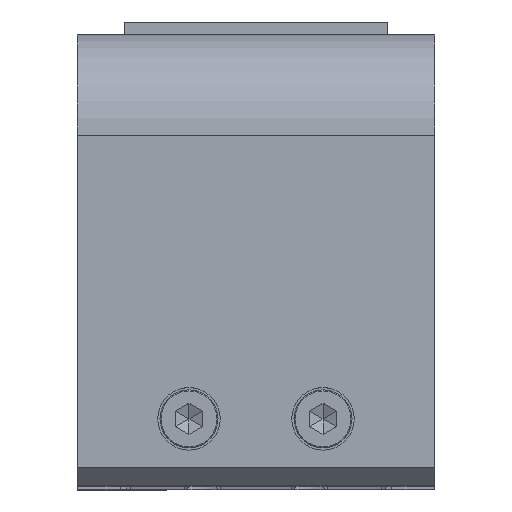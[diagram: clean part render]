
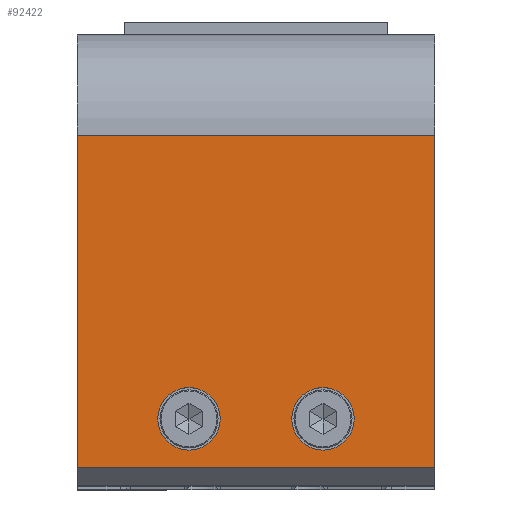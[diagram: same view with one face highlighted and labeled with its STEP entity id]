
A CAD part, top view. The second image highlights one B-rep face of the part: STEP entity #92422.
In plain terms, the highlighted planar face has unit normal (0, 0, 1).
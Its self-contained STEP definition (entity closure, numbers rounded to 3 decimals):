
#392 = EDGE_LOOP ( 'NONE', ( #7077, #59727 ) ) ;
#2872 = ORIENTED_EDGE ( 'NONE', *, *, #82417, .F. ) ;
#6848 = VERTEX_POINT ( 'NONE', #71720 ) ;
#7077 = ORIENTED_EDGE ( 'NONE', *, *, #25847, .F. ) ;
#9522 = DIRECTION ( 'NONE',  ( 0., 0., -1. ) ) ;
#10805 = ORIENTED_EDGE ( 'NONE', *, *, #88370, .F. ) ;
#15085 = DIRECTION ( 'NONE',  ( 0., 0., 1. ) ) ;
#20064 = CARTESIAN_POINT ( 'NONE',  ( 167.798, 174.238, 570.351 ) ) ;
#20241 = FACE_BOUND ( 'NONE', #392, .T. ) ;
#20716 = VERTEX_POINT ( 'NONE', #20064 ) ;
#20865 = PLANE ( 'NONE',  #77581 ) ;
#20888 = VERTEX_POINT ( 'NONE', #47574 ) ;
#21762 = AXIS2_PLACEMENT_3D ( 'NONE', #103262, #15085, #25087 ) ;
#22092 = CARTESIAN_POINT ( 'NONE',  ( 160.798, 174.238, 570.351 ) ) ;
#22291 = VERTEX_POINT ( 'NONE', #118009 ) ;
#22980 = CIRCLE ( 'NONE', #51071, 7. ) ;
#23082 = DIRECTION ( 'NONE',  ( 1., 0., 0. ) ) ;
#23181 = VECTOR ( 'NONE', #31414, 1000. ) ;
#23183 = AXIS2_PLACEMENT_3D ( 'NONE', #25521, #110594, #23082 ) ;
#25087 = DIRECTION ( 'NONE',  ( 1., 0., 0. ) ) ;
#25521 = CARTESIAN_POINT ( 'NONE',  ( 130.798, 174.238, 570.351 ) ) ;
#25847 = EDGE_CURVE ( 'NONE', #20716, #6848, #96973, .T. ) ;
#27788 = CARTESIAN_POINT ( 'NONE',  ( 185.798, 159.238, 570.351 ) ) ;
#29634 = DIRECTION ( 'NONE',  ( -1., 0., 0. ) ) ;
#29637 = EDGE_CURVE ( 'NONE', #29686, #97935, #117748, .T. ) ;
#29686 = VERTEX_POINT ( 'NONE', #116496 ) ;
#30053 = CARTESIAN_POINT ( 'NONE',  ( 185.798, 237.738, 570.351 ) ) ;
#30502 = CARTESIAN_POINT ( 'NONE',  ( 185.798, 159.238, 570.351 ) ) ;
#31414 = DIRECTION ( 'NONE',  ( 0., -1., 0. ) ) ;
#31706 = LINE ( 'NONE', #30502, #80678 ) ;
#33467 = VERTEX_POINT ( 'NONE', #54422 ) ;
#40180 = ORIENTED_EDGE ( 'NONE', *, *, #47955, .T. ) ;
#40240 = CARTESIAN_POINT ( 'NONE',  ( 105.798, 159.238, 570.351 ) ) ;
#40311 = DIRECTION ( 'NONE',  ( 0., 0., 1. ) ) ;
#44525 = AXIS2_PLACEMENT_3D ( 'NONE', #22092, #40311, #49768 ) ;
#47574 = CARTESIAN_POINT ( 'NONE',  ( 185.798, 163.238, 570.351 ) ) ;
#47668 = DIRECTION ( 'NONE',  ( 0., -1., 0. ) ) ;
#47694 = DIRECTION ( 'NONE',  ( -1., 0., 0. ) ) ;
#47955 = EDGE_CURVE ( 'NONE', #22291, #29686, #97509, .T. ) ;
#48775 = EDGE_LOOP ( 'NONE', ( #104851, #112727, #108101, #40180 ) ) ;
#49768 = DIRECTION ( 'NONE',  ( 1., 0., 0. ) ) ;
#51071 = AXIS2_PLACEMENT_3D ( 'NONE', #61140, #99661, #99058 ) ;
#54422 = CARTESIAN_POINT ( 'NONE',  ( 123.798, 174.238, 570.351 ) ) ;
#55494 = VECTOR ( 'NONE', #91119, 1000. ) ;
#56708 = FACE_OUTER_BOUND ( 'NONE', #48775, .T. ) ;
#57048 = VERTEX_POINT ( 'NONE', #83990 ) ;
#59727 = ORIENTED_EDGE ( 'NONE', *, *, #100302, .F. ) ;
#61140 = CARTESIAN_POINT ( 'NONE',  ( 160.798, 174.238, 570.351 ) ) ;
#62682 = CARTESIAN_POINT ( 'NONE',  ( 185.798, 163.238, 570.351 ) ) ;
#69463 = EDGE_LOOP ( 'NONE', ( #10805, #2872 ) ) ;
#71720 = CARTESIAN_POINT ( 'NONE',  ( 153.798, 174.238, 570.351 ) ) ;
#72811 = LINE ( 'NONE', #62682, #55494 ) ;
#76080 = CIRCLE ( 'NONE', #21762, 7. ) ;
#77581 = AXIS2_PLACEMENT_3D ( 'NONE', #27788, #9522, #29634 ) ;
#80678 = VECTOR ( 'NONE', #47668, 1000. ) ;
#81206 = EDGE_CURVE ( 'NONE', #97935, #20888, #72811, .T. ) ;
#82417 = EDGE_CURVE ( 'NONE', #33467, #57048, #76080, .T. ) ;
#83990 = CARTESIAN_POINT ( 'NONE',  ( 137.798, 174.238, 570.351 ) ) ;
#84650 = EDGE_CURVE ( 'NONE', #22291, #20888, #31706, .T. ) ;
#88370 = EDGE_CURVE ( 'NONE', #57048, #33467, #117751, .T. ) ;
#91119 = DIRECTION ( 'NONE',  ( 1., 0., 0. ) ) ;
#92389 = CARTESIAN_POINT ( 'NONE',  ( 105.798, 163.238, 570.351 ) ) ;
#92422 = ADVANCED_FACE ( 'NONE', ( #124137, #20241, #56708 ), #20865, .F. ) ;
#96973 = CIRCLE ( 'NONE', #44525, 7. ) ;
#97509 = LINE ( 'NONE', #30053, #108601 ) ;
#97935 = VERTEX_POINT ( 'NONE', #92389 ) ;
#99058 = DIRECTION ( 'NONE',  ( 1., 0., 0. ) ) ;
#99661 = DIRECTION ( 'NONE',  ( 0., 0., 1. ) ) ;
#100302 = EDGE_CURVE ( 'NONE', #6848, #20716, #22980, .T. ) ;
#103262 = CARTESIAN_POINT ( 'NONE',  ( 130.798, 174.238, 570.351 ) ) ;
#104851 = ORIENTED_EDGE ( 'NONE', *, *, #29637, .T. ) ;
#108101 = ORIENTED_EDGE ( 'NONE', *, *, #84650, .F. ) ;
#108601 = VECTOR ( 'NONE', #47694, 1000. ) ;
#110594 = DIRECTION ( 'NONE',  ( 0., 0., 1. ) ) ;
#112727 = ORIENTED_EDGE ( 'NONE', *, *, #81206, .T. ) ;
#116496 = CARTESIAN_POINT ( 'NONE',  ( 105.798, 237.738, 570.351 ) ) ;
#117748 = LINE ( 'NONE', #40240, #23181 ) ;
#117751 = CIRCLE ( 'NONE', #23183, 7. ) ;
#118009 = CARTESIAN_POINT ( 'NONE',  ( 185.798, 237.738, 570.351 ) ) ;
#124137 = FACE_BOUND ( 'NONE', #69463, .T. ) ;
